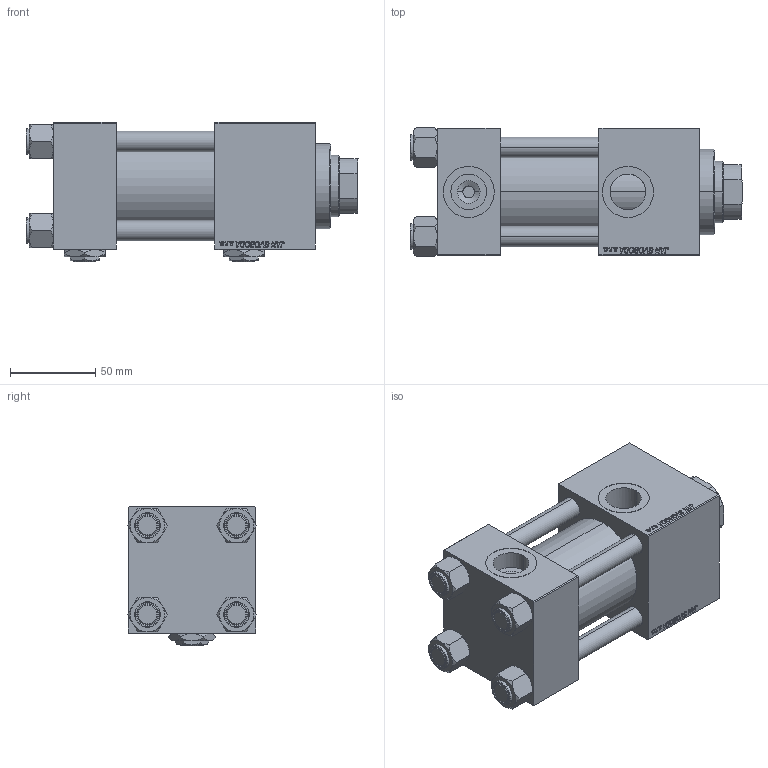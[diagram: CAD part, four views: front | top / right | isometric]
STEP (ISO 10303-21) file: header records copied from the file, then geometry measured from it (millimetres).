
FILE_DESCRIPTION (( 'STEP AP203' ), '1' );
FILE_NAME ('3367.STEP', '2026-02-02T09:13:16', ( '' ), ( '' ), 'SwSTEP 2.0', 'SolidWorks 2019', '' );
FILE_SCHEMA (( 'CONFIG_CONTROL_DESIGN' ));
Length unit declared in the file: millimetre
Products named in the file (7): V215CD_Body_C 08954238b88d4322a7c1199f5afd0d07; V215CD_C_TYCINKA 08954238b88d4322a7c1199f5afd0d07; 3367; NUT_M5_V215CD_C 08954238b88d4322a7c1199f5afd0d07; V215CD_VCP_C 08954238b88d4322a7c1199f5afd0d07; V215CD_VC_C 08954238b88d4322a7c1199f5afd0d07; Zatka_pro_OIL_PORT 08954238b88d4322a7c1199f5afd0d07
Assembly tree (13 placements, depth 2):
  3367
    V215CD_Body_C 08954238b88d4322a7c1199f5afd0d07
    V215CD_VC_C 08954238b88d4322a7c1199f5afd0d07
    V215CD_VCP_C 08954238b88d4322a7c1199f5afd0d07
    V215CD_C_TYCINKA 08954238b88d4322a7c1199f5afd0d07  x4
    NUT_M5_V215CD_C 08954238b88d4322a7c1199f5afd0d07  x4
    Zatka_pro_OIL_PORT 08954238b88d4322a7c1199f5afd0d07  x2
Bounding box: 195 x 75.54 x 82 mm (x, y, z)
Volume: 680917.5 mm3; surface area: 159966.8 mm2
Topology: 13 solids, 13 shells, 1249 faces, 3104 edges, 2003 vertices
Faces by surface type: plane 573, bspline 392, cone 178, cylinder 98, torus 8
Entity records: 52253 total; most frequent: CARTESIAN_POINT 27757, ORIENTED_EDGE 5508, DIRECTION 3550, EDGE_CURVE 2754, VERTEX_POINT 1801, VECTOR 1638, LINE 1638, EDGE_LOOP 1223
